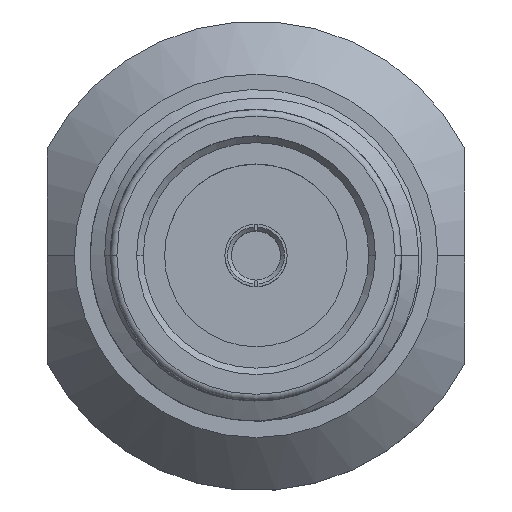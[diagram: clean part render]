
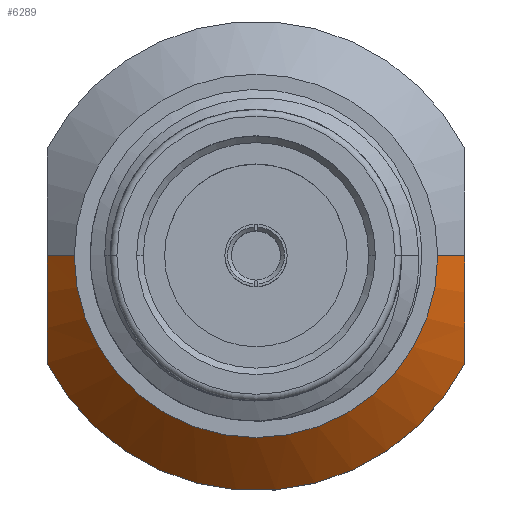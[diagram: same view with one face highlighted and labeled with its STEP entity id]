
A CAD part, top view. The second image highlights one B-rep face of the part: STEP entity #6289.
In plain terms, the highlighted conical face has half-angle 45 degrees and reference radius 3.48 mm.
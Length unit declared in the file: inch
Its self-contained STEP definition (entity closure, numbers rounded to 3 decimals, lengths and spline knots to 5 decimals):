
#71 = CARTESIAN_POINT ( 'NONE',  ( 0., 0., -0.29071 ) ) ;
#78 = CONICAL_SURFACE ( 'NONE', #945, 0.137, 0.785 ) ;
#134 = CARTESIAN_POINT ( 'NONE',  ( 0.15747, -0.0241, -0.31298 ) ) ;
#135 = EDGE_CURVE ( 'NONE', #215, #5963, #359, .T. ) ;
#165 = CARTESIAN_POINT ( 'NONE',  ( 0.15748, -0.0397, -0.31611 ) ) ;
#183 = CARTESIAN_POINT ( 'NONE',  ( -0.15748, -0.03957, -0.31608 ) ) ;
#215 = VERTEX_POINT ( 'NONE', #800 ) ;
#341 = CARTESIAN_POINT ( 'NONE',  ( 0.15748, 0., -0.31119 ) ) ;
#359 = B_SPLINE_CURVE_WITH_KNOTS ( 'NONE', 3,
 ( #5433, #5399, #1337, #4824, #3920, #726, #1303, #3852, #183, #2833, #831, #4865, #2326 ),
 .UNSPECIFIED., .F., .F.,
 ( 4, 2, 2, 1, 2, 2, 4 ),
 ( 0.49908, 0.62431, 0.68693, 0.71824, 0.73389, 0.74954, 1. ),
 .UNSPECIFIED. ) ;
#463 = CARTESIAN_POINT ( 'NONE',  ( 0.137, 0., -0.29071 ) ) ;
#524 = ORIENTED_EDGE ( 'NONE', *, *, #2451, .T. ) ;
#538 = VECTOR ( 'NONE', #2540, 39.37008 ) ;
#628 = ORIENTED_EDGE ( 'NONE', *, *, #3404, .F. ) ;
#642 = CARTESIAN_POINT ( 'NONE',  ( 0.15748, -0.03534, -0.31509 ) ) ;
#726 = CARTESIAN_POINT ( 'NONE',  ( -0.15748, -0.03263, -0.31452 ) ) ;
#800 = CARTESIAN_POINT ( 'NONE',  ( -0.15748, 0., -0.31119 ) ) ;
#831 = CARTESIAN_POINT ( 'NONE',  ( -0.15748, -0.05429, -0.31981 ) ) ;
#945 = AXIS2_PLACEMENT_3D ( 'NONE', #2113, #5193, #3168 ) ;
#1115 = EDGE_CURVE ( 'NONE', #5701, #215, #6523, .T. ) ;
#1260 = AXIS2_PLACEMENT_3D ( 'NONE', #71, #2146, #4213 ) ;
#1303 = CARTESIAN_POINT ( 'NONE',  ( -0.15748, -0.03522, -0.31506 ) ) ;
#1337 = CARTESIAN_POINT ( 'NONE',  ( -0.15747, -0.01375, -0.31163 ) ) ;
#1382 = CARTESIAN_POINT ( 'NONE',  ( 0.15748, -0.0808, -0.33071 ) ) ;
#1408 = CARTESIAN_POINT ( 'NONE',  ( 0.137, 0., -0.29071 ) ) ;
#1571 = VERTEX_POINT ( 'NONE', #1408 ) ;
#1636 = CARTESIAN_POINT ( 'NONE',  ( -0.137, 0., -0.29071 ) ) ;
#1845 = ORIENTED_EDGE ( 'NONE', *, *, #135, .T. ) ;
#2109 = CARTESIAN_POINT ( 'NONE',  ( 0.15748, -0.03273, -0.31454 ) ) ;
#2113 = CARTESIAN_POINT ( 'NONE',  ( 0., 0., -0.29071 ) ) ;
#2117 = B_SPLINE_CURVE_WITH_KNOTS ( 'NONE', 3,
 ( #3766, #2714, #3164, #5218, #165, #5280, #642, #2109, #5684, #134, #4243, #5247, #2209 ),
 .UNSPECIFIED., .F., .F.,
 ( 4, 2, 2, 1, 2, 2, 4 ),
 ( 0., 0.24954, 0.26513, 0.28073, 0.31192, 0.37431, 0.49908 ),
 .UNSPECIFIED. ) ;
#2146 = DIRECTION ( 'NONE',  ( 0., 0., 1. ) ) ;
#2209 = CARTESIAN_POINT ( 'NONE',  ( 0.15748, 0., -0.31119 ) ) ;
#2326 = CARTESIAN_POINT ( 'NONE',  ( -0.15748, -0.0808, -0.33071 ) ) ;
#2451 = EDGE_CURVE ( 'NONE', #2792, #6072, #2117, .T. ) ;
#2540 = DIRECTION ( 'NONE',  ( 0.707, 0., -0.707 ) ) ;
#2714 = CARTESIAN_POINT ( 'NONE',  ( 0.15748, -0.06734, -0.32456 ) ) ;
#2792 = VERTEX_POINT ( 'NONE', #1382 ) ;
#2833 = CARTESIAN_POINT ( 'NONE',  ( -0.15748, -0.04051, -0.31631 ) ) ;
#2974 = LINE ( 'NONE', #463, #538 ) ;
#3164 = CARTESIAN_POINT ( 'NONE',  ( 0.15748, -0.05438, -0.31984 ) ) ;
#3168 = DIRECTION ( 'NONE',  ( -1., 0., 0. ) ) ;
#3404 = EDGE_CURVE ( 'NONE', #1571, #6072, #2974, .T. ) ;
#3671 = FACE_OUTER_BOUND ( 'NONE', #4511, .T. ) ;
#3705 = DIRECTION ( 'NONE',  ( 0., 0., -1. ) ) ;
#3754 = ORIENTED_EDGE ( 'NONE', *, *, #6341, .F. ) ;
#3766 = CARTESIAN_POINT ( 'NONE',  ( 0.15748, -0.0808, -0.33071 ) ) ;
#3808 = CARTESIAN_POINT ( 'NONE',  ( 0., 0., -0.33071 ) ) ;
#3852 = CARTESIAN_POINT ( 'NONE',  ( -0.15748, -0.03783, -0.31567 ) ) ;
#3920 = CARTESIAN_POINT ( 'NONE',  ( -0.15747, -0.02745, -0.31352 ) ) ;
#4097 = VECTOR ( 'NONE', #6450, 39.37008 ) ;
#4213 = DIRECTION ( 'NONE',  ( 1., 0., 0. ) ) ;
#4243 = CARTESIAN_POINT ( 'NONE',  ( 0.15747, -0.01379, -0.31164 ) ) ;
#4511 = EDGE_LOOP ( 'NONE', ( #628, #4828, #5332, #1845, #3754, #524 ) ) ;
#4742 = CIRCLE ( 'NONE', #6569, 0.177 ) ;
#4824 = CARTESIAN_POINT ( 'NONE',  ( -0.15747, -0.02402, -0.31297 ) ) ;
#4828 = ORIENTED_EDGE ( 'NONE', *, *, #5825, .F. ) ;
#4865 = CARTESIAN_POINT ( 'NONE',  ( -0.15748, -0.06729, -0.32454 ) ) ;
#4951 = CARTESIAN_POINT ( 'NONE',  ( -0.15748, -0.0808, -0.33071 ) ) ;
#5193 = DIRECTION ( 'NONE',  ( 0., 0., -1. ) ) ;
#5218 = CARTESIAN_POINT ( 'NONE',  ( 0.15748, -0.04064, -0.31635 ) ) ;
#5247 = CARTESIAN_POINT ( 'NONE',  ( 0.15748, -0.00694, -0.31119 ) ) ;
#5252 = DIRECTION ( 'NONE',  ( 1., 0., 0. ) ) ;
#5280 = CARTESIAN_POINT ( 'NONE',  ( 0.15748, -0.03795, -0.3157 ) ) ;
#5332 = ORIENTED_EDGE ( 'NONE', *, *, #1115, .T. ) ;
#5399 = CARTESIAN_POINT ( 'NONE',  ( -0.15748, -0.00692, -0.31119 ) ) ;
#5433 = CARTESIAN_POINT ( 'NONE',  ( -0.15748, 0., -0.31119 ) ) ;
#5474 = CIRCLE ( 'NONE', #1260, 0.137 ) ;
#5684 = CARTESIAN_POINT ( 'NONE',  ( 0.15747, -0.02754, -0.31354 ) ) ;
#5701 = VERTEX_POINT ( 'NONE', #1636 ) ;
#5825 = EDGE_CURVE ( 'NONE', #5701, #1571, #5474, .T. ) ;
#5963 = VERTEX_POINT ( 'NONE', #4951 ) ;
#6011 = CARTESIAN_POINT ( 'NONE',  ( -0.137, 0., -0.29071 ) ) ;
#6072 = VERTEX_POINT ( 'NONE', #341 ) ;
#6289 = ADVANCED_FACE ( 'NONE', ( #3671 ), #78, .T. ) ;
#6341 = EDGE_CURVE ( 'NONE', #2792, #5963, #4742, .T. ) ;
#6450 = DIRECTION ( 'NONE',  ( -0.707, 0., -0.707 ) ) ;
#6523 = LINE ( 'NONE', #6011, #4097 ) ;
#6569 = AXIS2_PLACEMENT_3D ( 'NONE', #3808, #3705, #5252 ) ;
